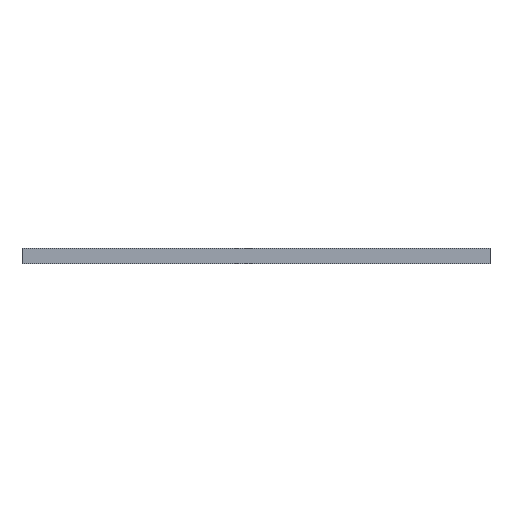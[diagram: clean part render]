
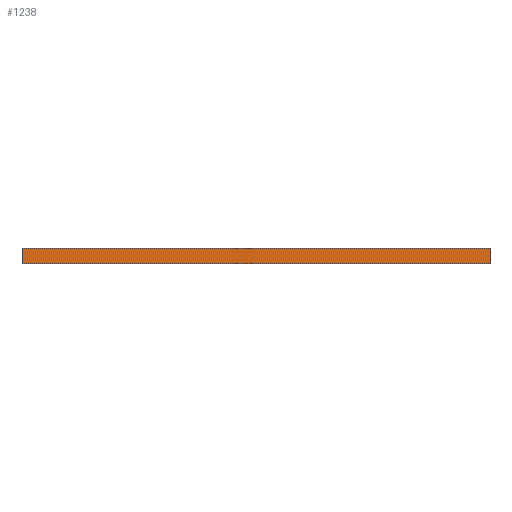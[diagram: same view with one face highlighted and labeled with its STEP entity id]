
A CAD part, left-side view. The second image highlights one B-rep face of the part: STEP entity #1238.
In plain terms, the highlighted planar face has unit normal (-1, 0, 0).
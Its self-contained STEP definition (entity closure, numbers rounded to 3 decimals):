
#64 = FACE_OUTER_BOUND ( 'NONE', #401, .T. ) ;
#88 = VECTOR ( 'NONE', #937, 1000. ) ;
#90 = LINE ( 'NONE', #938, #88 ) ;
#124 = VECTOR ( 'NONE', #1016, 1000. ) ;
#126 = LINE ( 'NONE', #1017, #124 ) ;
#213 = VECTOR ( 'NONE', #817, 1000. ) ;
#215 = VECTOR ( 'NONE', #891, 1000. ) ;
#216 = LINE ( 'NONE', #820, #213 ) ;
#225 = LINE ( 'NONE', #835, #215 ) ;
#269 = VERTEX_POINT ( 'NONE', #585 ) ;
#331 = VERTEX_POINT ( 'NONE', #1193 ) ;
#336 = VERTEX_POINT ( 'NONE', #1214 ) ;
#353 = VERTEX_POINT ( 'NONE', #816 ) ;
#401 = EDGE_LOOP ( 'NONE', ( #545, #546, #547, #548 ) ) ;
#545 = ORIENTED_EDGE ( 'NONE', *, *, #794, .T. ) ;
#546 = ORIENTED_EDGE ( 'NONE', *, *, #673, .F. ) ;
#547 = ORIENTED_EDGE ( 'NONE', *, *, #771, .F. ) ;
#548 = ORIENTED_EDGE ( 'NONE', *, *, #674, .T. ) ;
#585 = CARTESIAN_POINT ( 'NONE',  ( 0., 60., 2. ) ) ;
#638 = AXIS2_PLACEMENT_3D ( 'NONE', #893, #887, #886 ) ;
#673 = EDGE_CURVE ( 'NONE', #331, #336, #225, .T. ) ;
#674 = EDGE_CURVE ( 'NONE', #269, #353, #216, .T. ) ;
#771 = EDGE_CURVE ( 'NONE', #269, #331, #126, .T. ) ;
#794 = EDGE_CURVE ( 'NONE', #353, #336, #90, .T. ) ;
#816 = CARTESIAN_POINT ( 'NONE',  ( 0., 60., 0. ) ) ;
#817 = DIRECTION ( 'NONE',  ( 0., 0., -1. ) ) ;
#820 = CARTESIAN_POINT ( 'NONE',  ( 0., 60., 2. ) ) ;
#835 = CARTESIAN_POINT ( 'NONE',  ( 0., 0., 2. ) ) ;
#886 = DIRECTION ( 'NONE',  ( 0., 0., -1. ) ) ;
#887 = DIRECTION ( 'NONE',  ( 1., 0., 0. ) ) ;
#890 = PLANE ( 'NONE',  #638 ) ;
#891 = DIRECTION ( 'NONE',  ( 0., 0., -1. ) ) ;
#893 = CARTESIAN_POINT ( 'NONE',  ( 0., 0., 2. ) ) ;
#937 = DIRECTION ( 'NONE',  ( 0., -1., 0. ) ) ;
#938 = CARTESIAN_POINT ( 'NONE',  ( 0., 0., 0. ) ) ;
#1016 = DIRECTION ( 'NONE',  ( 0., -1., 0. ) ) ;
#1017 = CARTESIAN_POINT ( 'NONE',  ( 0., 0., 2. ) ) ;
#1193 = CARTESIAN_POINT ( 'NONE',  ( 0., 0., 2. ) ) ;
#1214 = CARTESIAN_POINT ( 'NONE',  ( 0., 0., 0. ) ) ;
#1238 = ADVANCED_FACE ( 'NONE', ( #64 ), #890, .F. ) ;
